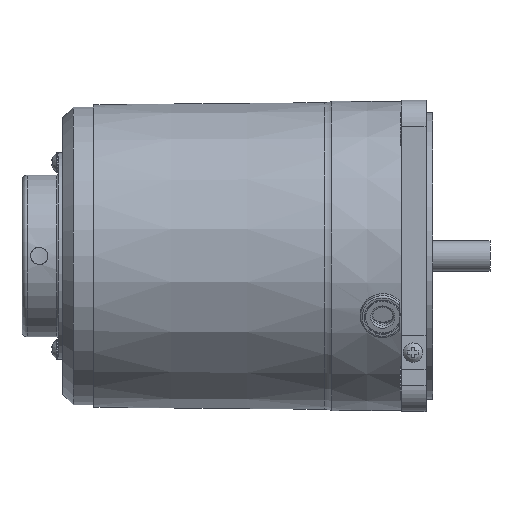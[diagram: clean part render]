
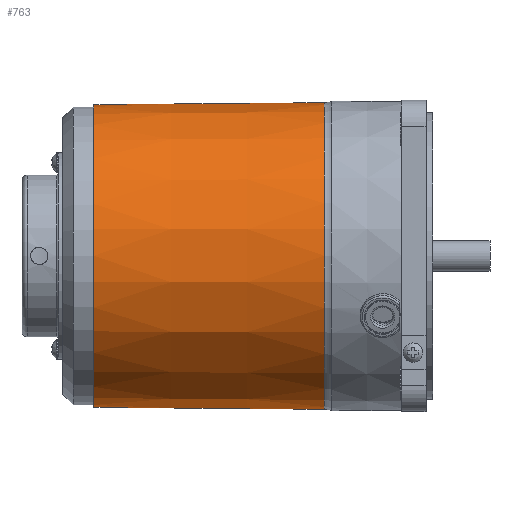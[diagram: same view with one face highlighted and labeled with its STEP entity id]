
A CAD part, top view. The second image highlights one B-rep face of the part: STEP entity #763.
In plain terms, the highlighted conical face has half-angle 0.48 degrees and reference radius 44.029 mm.
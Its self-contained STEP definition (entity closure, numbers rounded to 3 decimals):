
#732=CARTESIAN_POINT('',(75.559,44.308,0.0));
#733=VERTEX_POINT('',#732);
#734=CARTESIAN_POINT('',(75.559,0.,0.0));
#735=DIRECTION('',(1.0,0.0,0.0));
#736=DIRECTION('',(0.0,1.0,0.0));
#737=AXIS2_PLACEMENT_3D('',#734,#735,#736);
#738=CIRCLE('',#737,44.308);
#739=EDGE_CURVE('',#733,#733,#738,.T.);
#744=CARTESIAN_POINT('',(42.279,0.,0.0));
#745=DIRECTION('',(1.0,0.,0.0));
#746=DIRECTION('',(0.0,1.0,0.0));
#747=AXIS2_PLACEMENT_3D('',#744,#745,#746);
#748=CONICAL_SURFACE('',#747,44.029,0.48);
#749=ORIENTED_EDGE('',*,*,#739,.F.);
#750=EDGE_LOOP('',(#749));
#751=FACE_OUTER_BOUND('',#750,.T.);
#752=CARTESIAN_POINT('',(9.,43.75,0.0));
#753=VERTEX_POINT('',#752);
#754=CARTESIAN_POINT('',(9.,0.,0.0));
#755=DIRECTION('',(1.0,0.0,0.0));
#756=DIRECTION('',(0.0,1.0,0.0));
#757=AXIS2_PLACEMENT_3D('',#754,#755,#756);
#758=CIRCLE('',#757,43.75);
#759=EDGE_CURVE('',#753,#753,#758,.T.);
#760=ORIENTED_EDGE('',*,*,#759,.T.);
#761=EDGE_LOOP('',(#760));
#762=FACE_BOUND('',#761,.T.);
#763=ADVANCED_FACE('',(#751,#762),#748,.T.);
